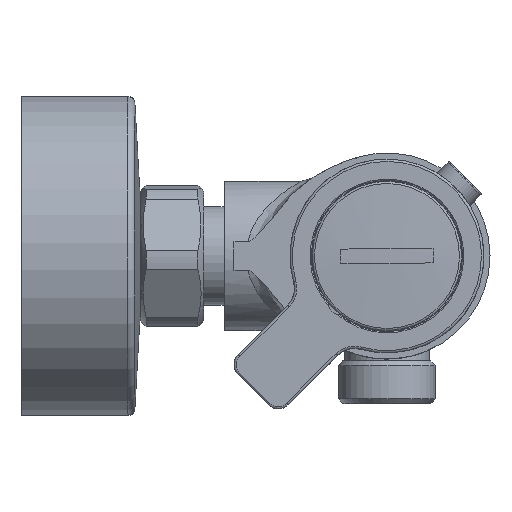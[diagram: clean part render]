
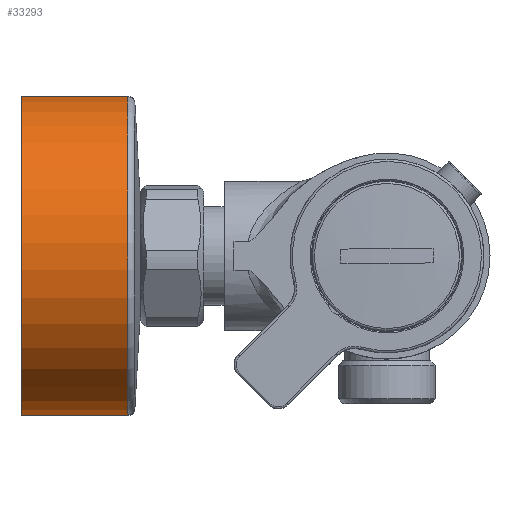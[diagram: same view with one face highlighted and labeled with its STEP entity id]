
A CAD part, left-side view. The second image highlights one B-rep face of the part: STEP entity #33293.
In plain terms, the highlighted cylindrical face has radius 33.75 mm (diameter 67.5 mm), a full revolution.
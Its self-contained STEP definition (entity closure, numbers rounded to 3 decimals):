
#790 = CARTESIAN_POINT ( 'NONE',  ( 15.5, 77.181, 0. ) ) ;
#4158 = CIRCLE ( 'NONE', #26938, 33.75 ) ;
#4546 = EDGE_LOOP ( 'NONE', ( #30616 ) ) ;
#6017 = VERTEX_POINT ( 'NONE', #9592 ) ;
#7238 = DIRECTION ( 'NONE',  ( -0.262, 0., 0.965 ) ) ;
#7632 = EDGE_CURVE ( 'NONE', #6017, #6017, #4158, .T. ) ;
#8649 = CARTESIAN_POINT ( 'NONE',  ( 6.669, 54.8, 32.574 ) ) ;
#9592 = CARTESIAN_POINT ( 'NONE',  ( 6.669, 77.181, 32.574 ) ) ;
#10515 = VERTEX_POINT ( 'NONE', #8649 ) ;
#12758 = DIRECTION ( 'NONE',  ( 0., -1., 0. ) ) ;
#13084 = CIRCLE ( 'NONE', #35859, 33.75 ) ;
#13896 = AXIS2_PLACEMENT_3D ( 'NONE', #31842, #29115, #16537 ) ;
#16092 = ORIENTED_EDGE ( 'NONE', *, *, #33126, .F. ) ;
#16537 = DIRECTION ( 'NONE',  ( -0.262, 0., 0.965 ) ) ;
#18470 = DIRECTION ( 'NONE',  ( 0., -1., 0. ) ) ;
#26938 = AXIS2_PLACEMENT_3D ( 'NONE', #790, #12758, #7238 ) ;
#28197 = FACE_OUTER_BOUND ( 'NONE', #31436, .T. ) ;
#29115 = DIRECTION ( 'NONE',  ( 0., -1., 0. ) ) ;
#29603 = CARTESIAN_POINT ( 'NONE',  ( 15.5, 54.8, 0. ) ) ;
#30616 = ORIENTED_EDGE ( 'NONE', *, *, #7632, .T. ) ;
#31436 = EDGE_LOOP ( 'NONE', ( #16092 ) ) ;
#31842 = CARTESIAN_POINT ( 'NONE',  ( 15.5, 49.701, 0. ) ) ;
#32409 = CYLINDRICAL_SURFACE ( 'NONE', #13896, 33.75 ) ;
#33126 = EDGE_CURVE ( 'NONE', #10515, #10515, #13084, .T. ) ;
#33293 = ADVANCED_FACE ( 'NONE', ( #39055, #28197 ), #32409, .T. ) ;
#33619 = DIRECTION ( 'NONE',  ( -0.262, 0., 0.965 ) ) ;
#35859 = AXIS2_PLACEMENT_3D ( 'NONE', #29603, #18470, #33619 ) ;
#39055 = FACE_OUTER_BOUND ( 'NONE', #4546, .T. ) ;
